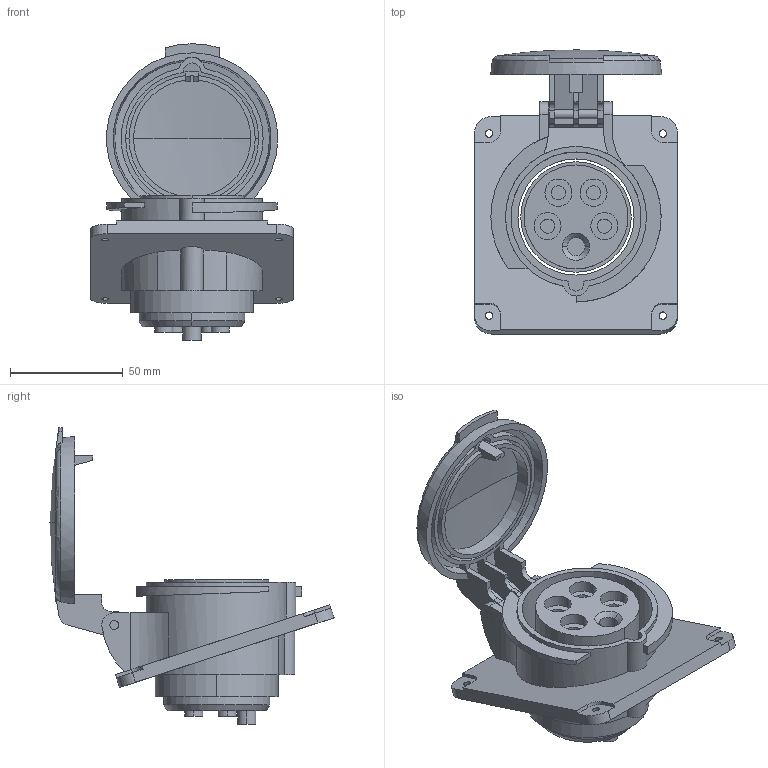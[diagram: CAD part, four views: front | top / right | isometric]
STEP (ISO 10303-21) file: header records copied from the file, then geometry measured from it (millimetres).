
FILE_DESCRIPTION((''),'2;1');
FILE_NAME('PKF16F435_3D-SIMPLIFIED_ASM','2023-02-14T12:21:53',('melanie.cordero'),(''),'CREO PARAMETRIC BY PTC INC, 2018260','CREO PARAMETRIC BY PTC INC, 2018260','');
FILE_SCHEMA(('CONFIG_CONTROL_DESIGN'));
Length unit declared in the file: millimetre
Products named in the file (5): PRT0001_01; PRT0001_02; PRT0001_03; PRT0001_04; PKF16F435_3D-SIMPLIFIED_ASM
Assembly tree (4 placements, depth 2):
  PKF16F435_3D-SIMPLIFIED_ASM
    PRT0001_01
    PRT0001_02
    PRT0001_03
    PRT0001_04
Bounding box: 90 x 125.97 x 131.5 mm (x, y, z)
Volume: 181657.7 mm3; surface area: 73414.1 mm2
Topology: 4 solids, 4 shells, 240 faces, 673 edges, 461 vertices
Faces by surface type: cylinder 114, plane 106, sphere 10, cone 4, bspline 3, torus 3
Entity records: 8512 total; most frequent: CARTESIAN_POINT 1972, DIRECTION 1400, ORIENTED_EDGE 1334, EDGE_CURVE 667, AXIS2_PLACEMENT_3D 551, VERTEX_POINT 461, CIRCLE 305, VECTOR 298
